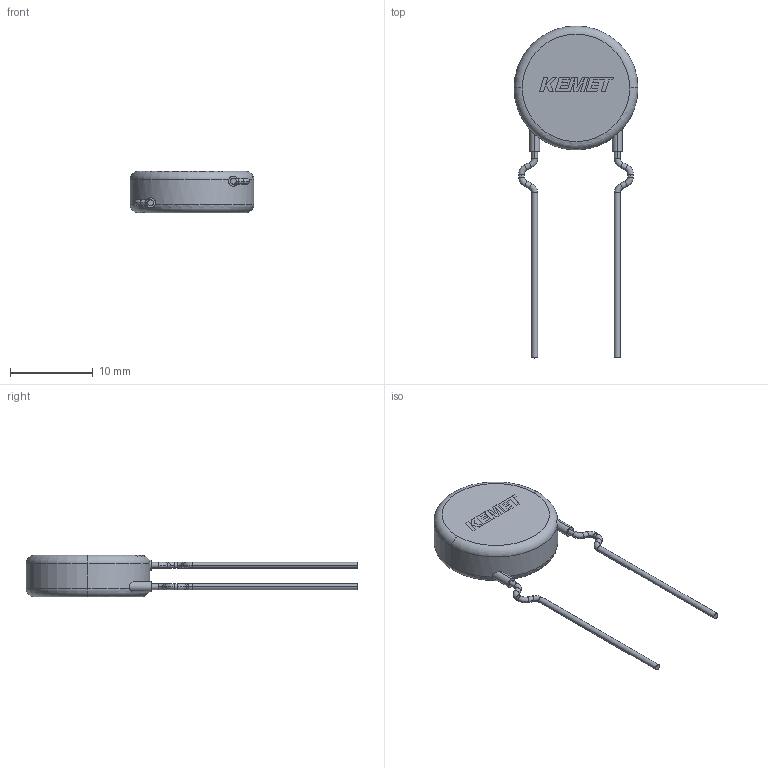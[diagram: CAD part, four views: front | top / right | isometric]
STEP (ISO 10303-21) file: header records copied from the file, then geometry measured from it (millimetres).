
FILE_DESCRIPTION (( 'STEP AP214' ), '1' );
FILE_NAME ('CCD_KCO_15X5_D15T5S10LL20F0.7V2.1.STEP', '2024-05-10T18:14:30', ( '' ), ( '' ), 'SwSTEP 2.0', 'SolidWorks 2021', '' );
FILE_SCHEMA (( 'AUTOMOTIVE_DESIGN' ));
Length unit declared in the file: millimetre
Products named in the file (1): CCD_KCO_15X5_D15T5S10LL20F0.7V2.1
Bounding box: 15 x 40.19 x 5 mm (x, y, z)
Volume: 889.2 mm3; surface area: 698.3 mm2
Topology: 4 solids, 4 shells, 109 faces, 273 edges, 174 vertices
Faces by surface type: plane 63, cylinder 26, torus 20
Entity records: 4131 total; most frequent: CARTESIAN_POINT 621, DIRECTION 571, ORIENTED_EDGE 546, EDGE_CURVE 273, AXIS2_PLACEMENT_3D 196, VECTOR 179, LINE 179, VERTEX_POINT 174
